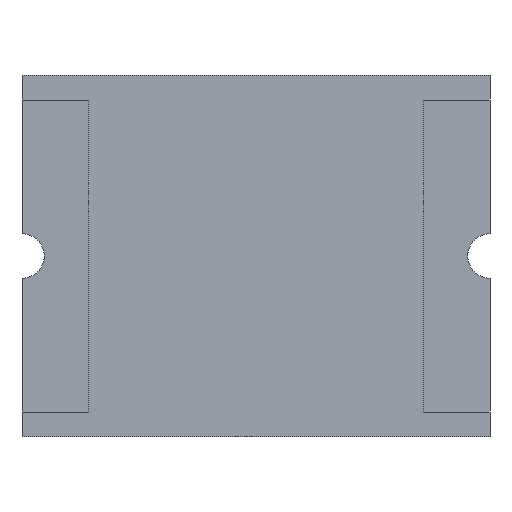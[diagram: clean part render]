
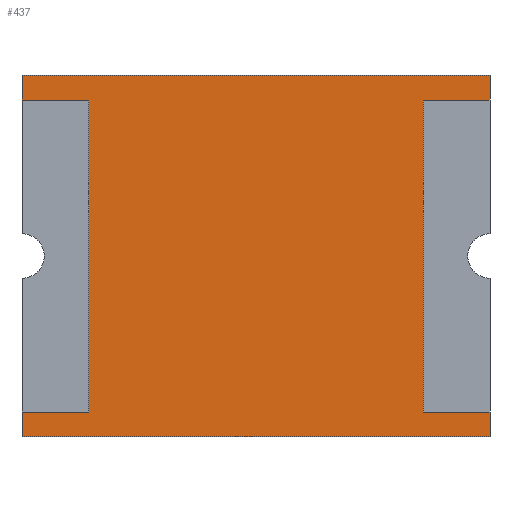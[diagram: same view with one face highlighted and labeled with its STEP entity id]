
A CAD part, front view. The second image highlights one B-rep face of the part: STEP entity #437.
In plain terms, the highlighted planar face has unit normal (0, -1, 0).
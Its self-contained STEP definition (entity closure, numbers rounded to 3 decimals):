
#18=DIRECTION('',(-1.,0.,0.));
#19=VECTOR('',#18,1.5);
#20=CARTESIAN_POINT('',(5.25,0.,3.5));
#21=LINE('',#20,#19);
#22=DIRECTION('',(0.,0.,-1.));
#23=VECTOR('',#22,7.);
#24=CARTESIAN_POINT('',(3.75,0.,3.5));
#25=LINE('',#24,#23);
#26=DIRECTION('',(-1.,0.,0.));
#27=VECTOR('',#26,1.5);
#28=CARTESIAN_POINT('',(5.25,0.,-3.5));
#29=LINE('',#28,#27);
#30=DIRECTION('',(0.,0.,-1.));
#31=VECTOR('',#30,0.55);
#32=CARTESIAN_POINT('',(5.25,0.,-3.5));
#33=LINE('',#32,#31);
#34=DIRECTION('',(-1.,0.,0.));
#35=VECTOR('',#34,10.5);
#36=CARTESIAN_POINT('',(5.25,0.,-4.05));
#37=LINE('',#36,#35);
#38=DIRECTION('',(0.,0.,1.));
#39=VECTOR('',#38,0.55);
#40=CARTESIAN_POINT('',(-5.25,0.,-4.05));
#41=LINE('',#40,#39);
#42=DIRECTION('',(1.,0.,0.));
#43=VECTOR('',#42,1.5);
#44=CARTESIAN_POINT('',(-5.25,0.,-3.5));
#45=LINE('',#44,#43);
#46=DIRECTION('',(0.,0.,1.));
#47=VECTOR('',#46,7.);
#48=CARTESIAN_POINT('',(-3.75,0.,-3.5));
#49=LINE('',#48,#47);
#50=DIRECTION('',(1.,0.,0.));
#51=VECTOR('',#50,1.5);
#52=CARTESIAN_POINT('',(-5.25,0.,3.5));
#53=LINE('',#52,#51);
#54=DIRECTION('',(0.,0.,1.));
#55=VECTOR('',#54,0.55);
#56=CARTESIAN_POINT('',(-5.25,0.,3.5));
#57=LINE('',#56,#55);
#58=DIRECTION('',(1.,0.,0.));
#59=VECTOR('',#58,10.5);
#60=CARTESIAN_POINT('',(-5.25,0.,4.05));
#61=LINE('',#60,#59);
#62=DIRECTION('',(0.,0.,-1.));
#63=VECTOR('',#62,0.55);
#64=CARTESIAN_POINT('',(5.25,0.,4.05));
#65=LINE('',#64,#63);
#310=CARTESIAN_POINT('',(-5.25,0.,4.05));
#311=CARTESIAN_POINT('',(5.25,0.,4.05));
#312=VERTEX_POINT('',#310);
#313=VERTEX_POINT('',#311);
#314=CARTESIAN_POINT('',(5.25,0.,-4.05));
#315=CARTESIAN_POINT('',(-5.25,0.,-4.05));
#316=VERTEX_POINT('',#314);
#317=VERTEX_POINT('',#315);
#374=CARTESIAN_POINT('',(5.25,0.,3.5));
#375=CARTESIAN_POINT('',(3.75,0.,3.5));
#376=VERTEX_POINT('',#374);
#377=VERTEX_POINT('',#375);
#378=CARTESIAN_POINT('',(3.75,0.,-3.5));
#379=VERTEX_POINT('',#378);
#380=CARTESIAN_POINT('',(5.25,0.,-3.5));
#381=VERTEX_POINT('',#380);
#382=CARTESIAN_POINT('',(-5.25,0.,-3.5));
#383=CARTESIAN_POINT('',(-3.75,0.,-3.5));
#384=VERTEX_POINT('',#382);
#385=VERTEX_POINT('',#383);
#386=CARTESIAN_POINT('',(-3.75,0.,3.5));
#387=VERTEX_POINT('',#386);
#388=CARTESIAN_POINT('',(-5.25,0.,3.5));
#389=VERTEX_POINT('',#388);
#406=CARTESIAN_POINT('',(0.,0.,0.));
#407=DIRECTION('',(0.,1.,0.));
#408=DIRECTION('',(1.,0.,0.));
#409=AXIS2_PLACEMENT_3D('',#406,#407,#408);
#410=PLANE('',#409);
#412=ORIENTED_EDGE('',*,*,#411,.T.);
#414=ORIENTED_EDGE('',*,*,#413,.T.);
#416=ORIENTED_EDGE('',*,*,#415,.F.);
#418=ORIENTED_EDGE('',*,*,#417,.T.);
#420=ORIENTED_EDGE('',*,*,#419,.T.);
#422=ORIENTED_EDGE('',*,*,#421,.T.);
#424=ORIENTED_EDGE('',*,*,#423,.T.);
#426=ORIENTED_EDGE('',*,*,#425,.T.);
#428=ORIENTED_EDGE('',*,*,#427,.F.);
#430=ORIENTED_EDGE('',*,*,#429,.T.);
#432=ORIENTED_EDGE('',*,*,#431,.T.);
#434=ORIENTED_EDGE('',*,*,#433,.T.);
#435=EDGE_LOOP('',(#412,#414,#416,#418,#420,#422,#424,#426,#428,#430,#432,
#434));
#436=FACE_OUTER_BOUND('',#435,.F.);
#411=EDGE_CURVE('',#376,#377,#21,.T.);
#413=EDGE_CURVE('',#377,#379,#25,.T.);
#415=EDGE_CURVE('',#381,#379,#29,.T.);
#417=EDGE_CURVE('',#381,#316,#33,.T.);
#419=EDGE_CURVE('',#316,#317,#37,.T.);
#421=EDGE_CURVE('',#317,#384,#41,.T.);
#423=EDGE_CURVE('',#384,#385,#45,.T.);
#425=EDGE_CURVE('',#385,#387,#49,.T.);
#427=EDGE_CURVE('',#389,#387,#53,.T.);
#429=EDGE_CURVE('',#389,#312,#57,.T.);
#431=EDGE_CURVE('',#312,#313,#61,.T.);
#433=EDGE_CURVE('',#313,#376,#65,.T.);
#437=ADVANCED_FACE('',(#436),#410,.F.);
